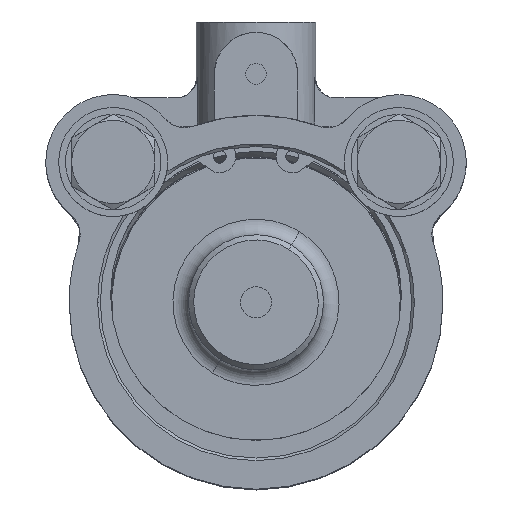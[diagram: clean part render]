
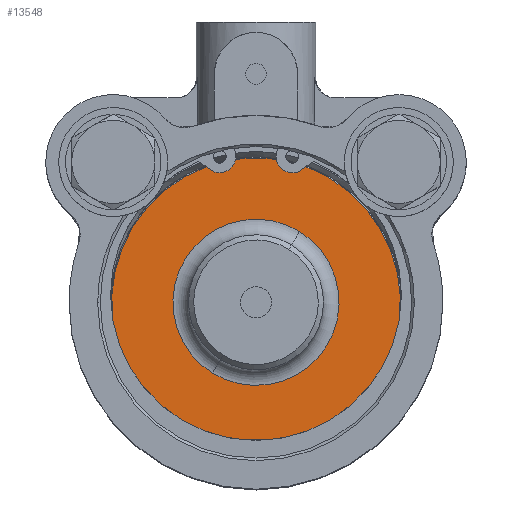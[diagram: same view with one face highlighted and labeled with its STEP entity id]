
A CAD part, top view. The second image highlights one B-rep face of the part: STEP entity #13548.
In plain terms, the highlighted planar face has unit normal (0, 0, 1).
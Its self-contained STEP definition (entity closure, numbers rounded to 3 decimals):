
#864 = ORIENTED_EDGE ( 'NONE', *, *, #30572, .F. ) ;
#865 = CARTESIAN_POINT ( 'NONE',  ( 27.605, -3.286, 83.3 ) ) ;
#1202 = ORIENTED_EDGE ( 'NONE', *, *, #28368, .T. ) ;
#1535 = CARTESIAN_POINT ( 'NONE',  ( 14.677, 23.845, 83.3 ) ) ;
#1651 = CARTESIAN_POINT ( 'NONE',  ( -9.568, 26.101, 83.3 ) ) ;
#2112 = VERTEX_POINT ( 'NONE', #16965 ) ;
#2390 = DIRECTION ( 'NONE',  ( 1., 0., 0. ) ) ;
#2645 = AXIS2_PLACEMENT_3D ( 'NONE', #24435, #30132, #2390 ) ;
#4423 = LINE ( 'NONE', #27006, #30189 ) ;
#4922 = ORIENTED_EDGE ( 'NONE', *, *, #13434, .F. ) ;
#5116 = CARTESIAN_POINT ( 'NONE',  ( 0., 0., 83.3 ) ) ;
#5131 = FACE_OUTER_BOUND ( 'NONE', #6689, .T. ) ;
#5148 = CARTESIAN_POINT ( 'NONE',  ( 0., 0., 83.3 ) ) ;
#5476 = PLANE ( 'NONE',  #14628 ) ;
#6689 = EDGE_LOOP ( 'NONE', ( #29106, #18832, #4922, #35006, #16438, #16471, #13750, #864, #11716 ) ) ;
#7308 = DIRECTION ( 'NONE',  ( 0., 0., 1. ) ) ;
#7624 = EDGE_CURVE ( 'NONE', #8840, #11302, #29637, .T. ) ;
#7665 = EDGE_CURVE ( 'NONE', #10393, #23995, #14961, .T. ) ;
#7808 = VERTEX_POINT ( 'NONE', #18170 ) ;
#7872 = DIRECTION ( 'NONE',  ( -0.524, -0.852, 0. ) ) ;
#7990 = EDGE_CURVE ( 'NONE', #30050, #9004, #27861, .T. ) ;
#8460 = DIRECTION ( 'NONE',  ( 0., 0., 1. ) ) ;
#8840 = VERTEX_POINT ( 'NONE', #1651 ) ;
#8945 = DIRECTION ( 'NONE',  ( -1., 0., 0. ) ) ;
#9004 = VERTEX_POINT ( 'NONE', #16143 ) ;
#9343 = EDGE_CURVE ( 'NONE', #10393, #2112, #27441, .T. ) ;
#10284 = CARTESIAN_POINT ( 'NONE',  ( 3.947, 27.518, 83.3 ) ) ;
#10393 = VERTEX_POINT ( 'NONE', #10284 ) ;
#10789 = AXIS2_PLACEMENT_3D ( 'NONE', #5116, #21819, #14106 ) ;
#11256 = DIRECTION ( 'NONE',  ( -0.524, -0.852, 0. ) ) ;
#11302 = VERTEX_POINT ( 'NONE', #30799 ) ;
#11440 = DIRECTION ( 'NONE',  ( 0., 0., 1. ) ) ;
#11711 = VERTEX_POINT ( 'NONE', #33855 ) ;
#11716 = ORIENTED_EDGE ( 'NONE', *, *, #7665, .F. ) ;
#13403 = DIRECTION ( 'NONE',  ( 0., 0., -1. ) ) ;
#13434 = EDGE_CURVE ( 'NONE', #8840, #21153, #35701, .T. ) ;
#13548 = ADVANCED_FACE ( 'NONE', ( #30645, #5131 ), #5476, .F. ) ;
#13750 = ORIENTED_EDGE ( 'NONE', *, *, #14334, .T. ) ;
#14106 = DIRECTION ( 'NONE',  ( -0.524, -0.852, 0. ) ) ;
#14334 = EDGE_CURVE ( 'NONE', #11711, #7808, #26815, .T. ) ;
#14628 = AXIS2_PLACEMENT_3D ( 'NONE', #1535, #16683, #16341 ) ;
#14961 = CIRCLE ( 'NONE', #2645, 3.1 ) ;
#15164 = CIRCLE ( 'NONE', #15742, 3.1 ) ;
#15442 = CIRCLE ( 'NONE', #26566, 16. ) ;
#15645 = DIRECTION ( 'NONE',  ( 0.803, 0.597, 0. ) ) ;
#15742 = AXIS2_PLACEMENT_3D ( 'NONE', #31157, #25642, #8945 ) ;
#15811 = CARTESIAN_POINT ( 'NONE',  ( -8.849, 25.567, 83.3 ) ) ;
#16063 = CARTESIAN_POINT ( 'NONE',  ( -8.849, 25.567, 83.3 ) ) ;
#16143 = CARTESIAN_POINT ( 'NONE',  ( 8.387, 13.626, 83.3 ) ) ;
#16187 = DIRECTION ( 'NONE',  ( 0., 0., -1. ) ) ;
#16313 = AXIS2_PLACEMENT_3D ( 'NONE', #26771, #7308, #23840 ) ;
#16341 = DIRECTION ( 'NONE',  ( -0.524, -0.852, 0. ) ) ;
#16438 = ORIENTED_EDGE ( 'NONE', *, *, #16969, .F. ) ;
#16471 = ORIENTED_EDGE ( 'NONE', *, *, #28670, .T. ) ;
#16683 = DIRECTION ( 'NONE',  ( 0., 0., -1. ) ) ;
#16816 = DIRECTION ( 'NONE',  ( 0., 0., -1. ) ) ;
#16965 = CARTESIAN_POINT ( 'NONE',  ( -3.947, 27.518, 83.3 ) ) ;
#16969 = EDGE_CURVE ( 'NONE', #27404, #11302, #33766, .T. ) ;
#17888 = AXIS2_PLACEMENT_3D ( 'NONE', #5148, #8460, #19633 ) ;
#17963 = AXIS2_PLACEMENT_3D ( 'NONE', #25258, #16816, #19748 ) ;
#18148 = VECTOR ( 'NONE', #27080, 1000. ) ;
#18170 = CARTESIAN_POINT ( 'NONE',  ( 9.568, 26.101, 83.3 ) ) ;
#18580 = CARTESIAN_POINT ( 'NONE',  ( 0., 0., 83.3 ) ) ;
#18832 = ORIENTED_EDGE ( 'NONE', *, *, #22563, .F. ) ;
#19553 = CIRCLE ( 'NONE', #10789, 27.8 ) ;
#19627 = AXIS2_PLACEMENT_3D ( 'NONE', #21465, #13403, #7872 ) ;
#19633 = DIRECTION ( 'NONE',  ( -0.524, -0.852, 0. ) ) ;
#19748 = DIRECTION ( 'NONE',  ( 0., 1., 0. ) ) ;
#20450 = EDGE_LOOP ( 'NONE', ( #23262, #1202 ) ) ;
#21153 = VERTEX_POINT ( 'NONE', #15811 ) ;
#21323 = DIRECTION ( 'NONE',  ( -0.524, -0.852, 0. ) ) ;
#21465 = CARTESIAN_POINT ( 'NONE',  ( 0., 0., 83.3 ) ) ;
#21819 = DIRECTION ( 'NONE',  ( 0., 0., 1. ) ) ;
#22563 = EDGE_CURVE ( 'NONE', #21153, #2112, #15164, .T. ) ;
#23262 = ORIENTED_EDGE ( 'NONE', *, *, #7990, .T. ) ;
#23840 = DIRECTION ( 'NONE',  ( -0.524, -0.852, 0. ) ) ;
#23995 = VERTEX_POINT ( 'NONE', #31698 ) ;
#24435 = CARTESIAN_POINT ( 'NONE',  ( 7., 28.055, 83.3 ) ) ;
#25258 = CARTESIAN_POINT ( 'NONE',  ( 0., 1.4, 83.3 ) ) ;
#25642 = DIRECTION ( 'NONE',  ( 0., 0., 1. ) ) ;
#26244 = AXIS2_PLACEMENT_3D ( 'NONE', #28113, #11440, #11256 ) ;
#26566 = AXIS2_PLACEMENT_3D ( 'NONE', #18580, #16187, #21323 ) ;
#26771 = CARTESIAN_POINT ( 'NONE',  ( 0., 0., 83.3 ) ) ;
#26815 = CIRCLE ( 'NONE', #26244, 27.8 ) ;
#27006 = CARTESIAN_POINT ( 'NONE',  ( 8.849, 25.567, 83.3 ) ) ;
#27080 = DIRECTION ( 'NONE',  ( 0.803, -0.597, 0. ) ) ;
#27404 = VERTEX_POINT ( 'NONE', #865 ) ;
#27441 = CIRCLE ( 'NONE', #16313, 27.8 ) ;
#27833 = CARTESIAN_POINT ( 'NONE',  ( -8.387, -13.626, 83.3 ) ) ;
#27861 = CIRCLE ( 'NONE', #19627, 16. ) ;
#28113 = CARTESIAN_POINT ( 'NONE',  ( 0., 0., 83.3 ) ) ;
#28368 = EDGE_CURVE ( 'NONE', #9004, #30050, #15442, .T. ) ;
#28670 = EDGE_CURVE ( 'NONE', #27404, #11711, #19553, .T. ) ;
#29106 = ORIENTED_EDGE ( 'NONE', *, *, #9343, .T. ) ;
#29637 = CIRCLE ( 'NONE', #17888, 27.8 ) ;
#30050 = VERTEX_POINT ( 'NONE', #27833 ) ;
#30132 = DIRECTION ( 'NONE',  ( 0., 0., 1. ) ) ;
#30189 = VECTOR ( 'NONE', #15645, 1000. ) ;
#30572 = EDGE_CURVE ( 'NONE', #23995, #7808, #4423, .T. ) ;
#30645 = FACE_BOUND ( 'NONE', #20450, .T. ) ;
#30799 = CARTESIAN_POINT ( 'NONE',  ( -27.605, -3.286, 83.3 ) ) ;
#31157 = CARTESIAN_POINT ( 'NONE',  ( -7., 28.055, 83.3 ) ) ;
#31698 = CARTESIAN_POINT ( 'NONE',  ( 8.849, 25.567, 83.3 ) ) ;
#33766 = CIRCLE ( 'NONE', #17963, 28. ) ;
#33855 = CARTESIAN_POINT ( 'NONE',  ( 14.572, 23.675, 83.3 ) ) ;
#35006 = ORIENTED_EDGE ( 'NONE', *, *, #7624, .T. ) ;
#35701 = LINE ( 'NONE', #16063, #18148 ) ;
